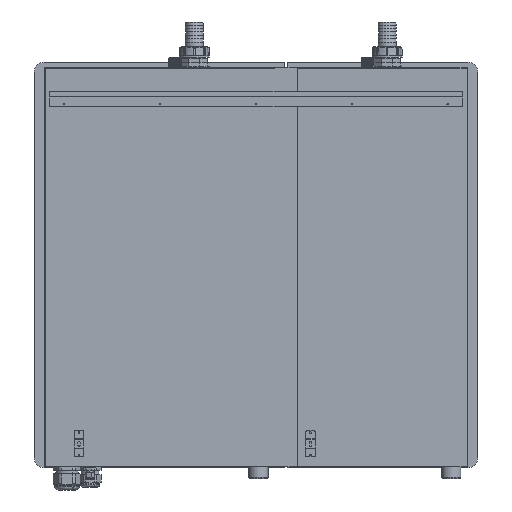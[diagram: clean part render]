
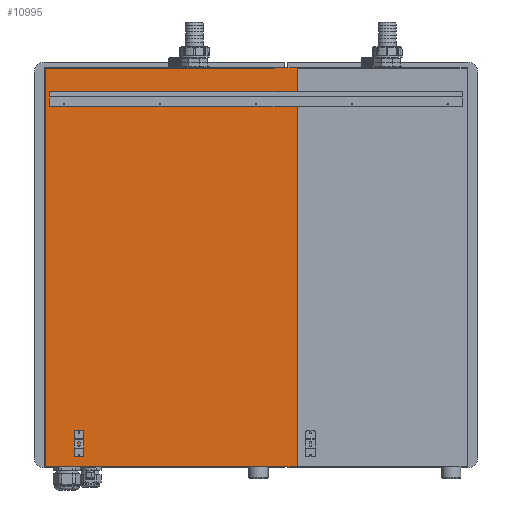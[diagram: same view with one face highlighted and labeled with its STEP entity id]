
A CAD part, left-side view. The second image highlights one B-rep face of the part: STEP entity #10995.
In plain terms, the highlighted planar face has unit normal (-1, 0, 0).
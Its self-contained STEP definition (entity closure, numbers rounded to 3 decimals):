
#711=DIRECTION('',(0.,0.,-1.));
#712=VECTOR('',#711,14.9);
#713=CARTESIAN_POINT('',(-181.5,250.5,-271.65));
#714=LINE('',#713,#712);
#715=DIRECTION('',(0.,-1.,0.));
#716=VECTOR('',#715,20.);
#717=CARTESIAN_POINT('',(-181.5,250.5,-286.55));
#718=LINE('',#717,#716);
#719=DIRECTION('',(0.,0.,-1.));
#720=VECTOR('',#719,14.9);
#721=CARTESIAN_POINT('',(-181.5,230.5,-271.65));
#722=LINE('',#721,#720);
#723=CARTESIAN_POINT('',(-181.5,232.5,-271.65));
#724=DIRECTION('',(-1.,0.,0.));
#725=DIRECTION('',(0.,-1.,0.));
#726=AXIS2_PLACEMENT_3D('',#723,#724,#725);
#728=DIRECTION('',(0.,-1.,0.));
#729=VECTOR('',#728,16.);
#730=CARTESIAN_POINT('',(-181.5,248.5,-269.65));
#731=LINE('',#730,#729);
#732=CARTESIAN_POINT('',(-181.5,248.5,-271.65));
#733=DIRECTION('',(-1.,0.,0.));
#734=DIRECTION('',(0.,0.,1.));
#735=AXIS2_PLACEMENT_3D('',#732,#733,#734);
#737=DIRECTION('',(0.,0.,-1.));
#738=VECTOR('',#737,14.9);
#739=CARTESIAN_POINT('',(-181.5,250.5,-306.75));
#740=LINE('',#739,#738);
#741=CARTESIAN_POINT('',(-181.5,248.5,-321.65));
#742=DIRECTION('',(-1.,0.,0.));
#743=DIRECTION('',(0.,1.,0.));
#744=AXIS2_PLACEMENT_3D('',#741,#742,#743);
#746=DIRECTION('',(0.,-1.,0.));
#747=VECTOR('',#746,16.);
#748=CARTESIAN_POINT('',(-181.5,248.5,-323.65));
#749=LINE('',#748,#747);
#750=CARTESIAN_POINT('',(-181.5,232.5,-321.65));
#751=DIRECTION('',(-1.,0.,0.));
#752=DIRECTION('',(0.,0.,-1.));
#753=AXIS2_PLACEMENT_3D('',#750,#751,#752);
#755=DIRECTION('',(0.,0.,-1.));
#756=VECTOR('',#755,14.9);
#757=CARTESIAN_POINT('',(-181.5,230.5,-306.75));
#758=LINE('',#757,#756);
#759=DIRECTION('',(0.,-1.,0.));
#760=VECTOR('',#759,20.);
#761=CARTESIAN_POINT('',(-181.5,250.5,-306.75));
#762=LINE('',#761,#760);
#783=DIRECTION('',(0.,1.,0.));
#784=VECTOR('',#783,47.);
#785=CARTESIAN_POINT('',(-181.5,-214.5,-343.9));
#786=LINE('',#785,#784);
#787=DIRECTION('',(0.,0.,-1.));
#788=VECTOR('',#787,0.2);
#789=CARTESIAN_POINT('',(-181.5,-167.5,-343.7));
#790=LINE('',#789,#788);
#791=DIRECTION('',(0.,1.,0.));
#792=VECTOR('',#791,478.9);
#793=CARTESIAN_POINT('',(-181.5,-167.5,-343.7));
#794=LINE('',#793,#792);
#795=DIRECTION('',(0.,0.,1.));
#796=VECTOR('',#795,830.5);
#797=CARTESIAN_POINT('',(-181.5,311.4,-343.7));
#798=LINE('',#797,#796);
#799=DIRECTION('',(0.,1.,0.));
#800=VECTOR('',#799,478.9);
#801=CARTESIAN_POINT('',(-181.5,-167.5,486.8));
#802=LINE('',#801,#800);
#803=DIRECTION('',(0.,0.,-1.));
#804=VECTOR('',#803,1.2);
#805=CARTESIAN_POINT('',(-181.5,-167.5,488.));
#806=LINE('',#805,#804);
#1224=DIRECTION('',(0.,0.,-1.));
#1225=VECTOR('',#1224,831.9);
#1226=CARTESIAN_POINT('',(-181.5,-214.5,488.));
#1227=LINE('',#1226,#1225);
#1228=DIRECTION('',(0.,-1.,0.));
#1229=VECTOR('',#1228,47.);
#1230=CARTESIAN_POINT('',(-181.5,-167.5,488.));
#1231=LINE('',#1230,#1229);
#8205=CARTESIAN_POINT('',(-181.5,311.4,-343.7));
#8206=CARTESIAN_POINT('',(-181.5,311.4,486.8));
#8207=VERTEX_POINT('',#8205);
#8208=VERTEX_POINT('',#8206);
#8377=CARTESIAN_POINT('',(-181.5,250.5,-271.65));
#8378=CARTESIAN_POINT('',(-181.5,250.5,-286.55));
#8379=VERTEX_POINT('',#8377);
#8380=VERTEX_POINT('',#8378);
#8381=CARTESIAN_POINT('',(-181.5,248.5,-269.65));
#8382=CARTESIAN_POINT('',(-181.5,232.5,-269.65));
#8383=VERTEX_POINT('',#8381);
#8384=VERTEX_POINT('',#8382);
#8385=CARTESIAN_POINT('',(-181.5,230.5,-271.65));
#8386=CARTESIAN_POINT('',(-181.5,230.5,-286.55));
#8387=VERTEX_POINT('',#8385);
#8388=VERTEX_POINT('',#8386);
#8389=CARTESIAN_POINT('',(-181.5,250.5,-306.75));
#8390=CARTESIAN_POINT('',(-181.5,250.5,-321.65));
#8391=VERTEX_POINT('',#8389);
#8392=VERTEX_POINT('',#8390);
#8393=CARTESIAN_POINT('',(-181.5,230.5,-306.75));
#8394=CARTESIAN_POINT('',(-181.5,230.5,-321.65));
#8395=VERTEX_POINT('',#8393);
#8396=VERTEX_POINT('',#8394);
#8397=CARTESIAN_POINT('',(-181.5,248.5,-323.65));
#8398=CARTESIAN_POINT('',(-181.5,232.5,-323.65));
#8399=VERTEX_POINT('',#8397);
#8400=VERTEX_POINT('',#8398);
#8808=CARTESIAN_POINT('',(-181.5,-167.5,488.));
#8809=CARTESIAN_POINT('',(-181.5,-214.5,488.));
#8810=VERTEX_POINT('',#8808);
#8811=VERTEX_POINT('',#8809);
#8824=CARTESIAN_POINT('',(-181.5,-167.5,486.8));
#8825=VERTEX_POINT('',#8824);
#8826=CARTESIAN_POINT('',(-181.5,-167.5,-343.7));
#8827=VERTEX_POINT('',#8826);
#8829=CARTESIAN_POINT('',(-181.5,-167.5,-343.9));
#8831=VERTEX_POINT('',#8829);
#8832=CARTESIAN_POINT('',(-181.5,-214.5,-343.9));
#8833=VERTEX_POINT('',#8832);
#10947=CARTESIAN_POINT('',(-181.5,312.6,488.));
#10948=DIRECTION('',(-1.,0.,0.));
#10949=DIRECTION('',(0.,0.,-1.));
#10950=AXIS2_PLACEMENT_3D('',#10947,#10948,#10949);
#10951=PLANE('',#10950);
#10953=ORIENTED_EDGE('',*,*,#10952,.T.);
#10954=ORIENTED_EDGE('',*,*,#10886,.F.);
#10956=ORIENTED_EDGE('',*,*,#10955,.T.);
#10958=ORIENTED_EDGE('',*,*,#10957,.T.);
#10959=ORIENTED_EDGE('',*,*,#10913,.F.);
#10960=ORIENTED_EDGE('',*,*,#10869,.F.);
#10962=ORIENTED_EDGE('',*,*,#10961,.T.);
#10964=ORIENTED_EDGE('',*,*,#10963,.T.);
#10965=EDGE_LOOP('',(#10953,#10954,#10956,#10958,#10959,#10960,#10962,#10964));
#10966=FACE_OUTER_BOUND('',#10965,.F.);
#10968=ORIENTED_EDGE('',*,*,#10967,.T.);
#10970=ORIENTED_EDGE('',*,*,#10969,.T.);
#10972=ORIENTED_EDGE('',*,*,#10971,.F.);
#10974=ORIENTED_EDGE('',*,*,#10973,.T.);
#10976=ORIENTED_EDGE('',*,*,#10975,.F.);
#10978=ORIENTED_EDGE('',*,*,#10977,.T.);
#10979=EDGE_LOOP('',(#10968,#10970,#10972,#10974,#10976,#10978));
#10980=FACE_BOUND('',#10979,.F.);
#10982=ORIENTED_EDGE('',*,*,#10981,.T.);
#10984=ORIENTED_EDGE('',*,*,#10983,.T.);
#10986=ORIENTED_EDGE('',*,*,#10985,.T.);
#10988=ORIENTED_EDGE('',*,*,#10987,.T.);
#10990=ORIENTED_EDGE('',*,*,#10989,.F.);
#10992=ORIENTED_EDGE('',*,*,#10991,.F.);
#10993=EDGE_LOOP('',(#10982,#10984,#10986,#10988,#10990,#10992));
#10994=FACE_BOUND('',#10993,.F.);
#727=CIRCLE('',#726,2.);
#736=CIRCLE('',#735,2.);
#745=CIRCLE('',#744,2.);
#754=CIRCLE('',#753,2.);
#10869=EDGE_CURVE('',#8810,#8825,#806,.T.);
#10886=EDGE_CURVE('',#8827,#8831,#790,.T.);
#10913=EDGE_CURVE('',#8825,#8208,#802,.T.);
#10952=EDGE_CURVE('',#8833,#8831,#786,.T.);
#10955=EDGE_CURVE('',#8827,#8207,#794,.T.);
#10957=EDGE_CURVE('',#8207,#8208,#798,.T.);
#10961=EDGE_CURVE('',#8810,#8811,#1231,.T.);
#10963=EDGE_CURVE('',#8811,#8833,#1227,.T.);
#10967=EDGE_CURVE('',#8379,#8380,#714,.T.);
#10969=EDGE_CURVE('',#8380,#8388,#718,.T.);
#10971=EDGE_CURVE('',#8387,#8388,#722,.T.);
#10973=EDGE_CURVE('',#8387,#8384,#727,.T.);
#10975=EDGE_CURVE('',#8383,#8384,#731,.T.);
#10977=EDGE_CURVE('',#8383,#8379,#736,.T.);
#10981=EDGE_CURVE('',#8391,#8392,#740,.T.);
#10983=EDGE_CURVE('',#8392,#8399,#745,.T.);
#10985=EDGE_CURVE('',#8399,#8400,#749,.T.);
#10987=EDGE_CURVE('',#8400,#8396,#754,.T.);
#10989=EDGE_CURVE('',#8395,#8396,#758,.T.);
#10991=EDGE_CURVE('',#8391,#8395,#762,.T.);
#10995=ADVANCED_FACE('',(#10966,#10980,#10994),#10951,.T.);
